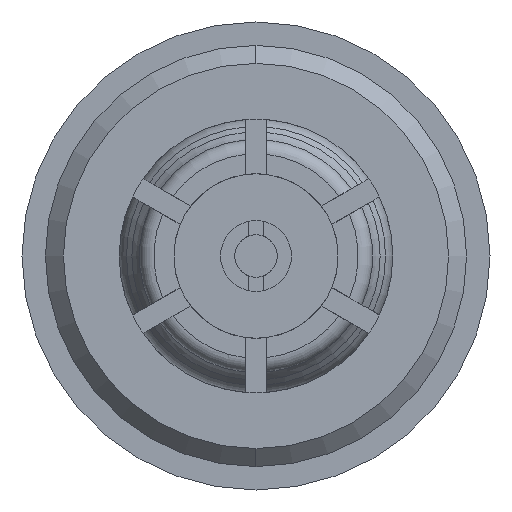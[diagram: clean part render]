
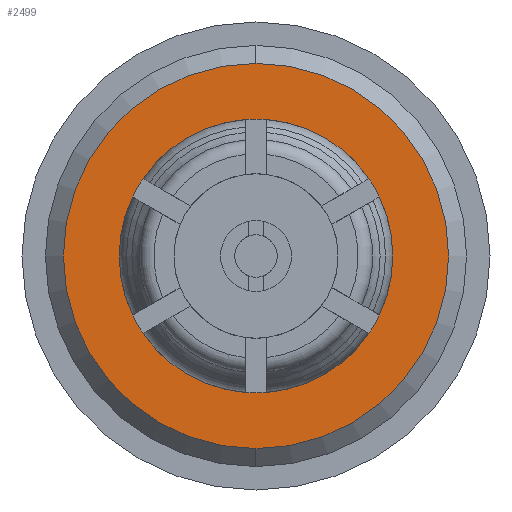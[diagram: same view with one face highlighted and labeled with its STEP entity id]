
A CAD part, left-side view. The second image highlights one B-rep face of the part: STEP entity #2499.
In plain terms, the highlighted planar face has unit normal (-1, 0, 0).
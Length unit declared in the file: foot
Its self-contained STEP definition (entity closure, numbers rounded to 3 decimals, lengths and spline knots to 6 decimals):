
#328 = PLANE ( 'NONE',  #1483 ) ;
#734 = CARTESIAN_POINT ( 'NONE',  ( -0.025682, 0., 0. ) ) ;
#1483 = AXIS2_PLACEMENT_3D ( 'NONE', #2708, #5607, #6318 ) ;
#1504 = CIRCLE ( 'NONE', #4084, 0.004458 ) ;
#1514 = DIRECTION ( 'NONE',  ( 1., 0., 0. ) ) ;
#1949 = CIRCLE ( 'NONE', #4828, 0.003167 ) ;
#2253 = VERTEX_POINT ( 'NONE', #7519 ) ;
#2499 = ADVANCED_FACE ( 'NONE', ( #3262, #5715 ), #328, .T. ) ;
#2504 = CARTESIAN_POINT ( 'NONE',  ( -0.025682, 0., -0.003167 ) ) ;
#2505 = VERTEX_POINT ( 'NONE', #2504 ) ;
#2627 = CIRCLE ( 'NONE', #3267, 0.004458 ) ;
#2685 = EDGE_LOOP ( 'NONE', ( #3563, #5165 ) ) ;
#2708 = CARTESIAN_POINT ( 'NONE',  ( -0.025682, -0.004458, 0. ) ) ;
#2883 = CARTESIAN_POINT ( 'NONE',  ( -0.025682, 0., 0.003167 ) ) ;
#2958 = AXIS2_PLACEMENT_3D ( 'NONE', #4412, #4455, #6653 ) ;
#3262 = FACE_OUTER_BOUND ( 'NONE', #9887, .T. ) ;
#3267 = AXIS2_PLACEMENT_3D ( 'NONE', #734, #5142, #5870 ) ;
#3542 = CARTESIAN_POINT ( 'NONE',  ( -0.025682, 0., 0.004458 ) ) ;
#3563 = ORIENTED_EDGE ( 'NONE', *, *, #8980, .T. ) ;
#3812 = ORIENTED_EDGE ( 'NONE', *, *, #4160, .F. ) ;
#3854 = ORIENTED_EDGE ( 'NONE', *, *, #6773, .F. ) ;
#4084 = AXIS2_PLACEMENT_3D ( 'NONE', #5467, #6229, #7842 ) ;
#4160 = EDGE_CURVE ( 'NONE', #2253, #7413, #1504, .T. ) ;
#4412 = CARTESIAN_POINT ( 'NONE',  ( -0.025682, 0., 0. ) ) ;
#4455 = DIRECTION ( 'NONE',  ( 1., 0., 0. ) ) ;
#4770 = VERTEX_POINT ( 'NONE', #2883 ) ;
#4828 = AXIS2_PLACEMENT_3D ( 'NONE', #6077, #1514, #9929 ) ;
#5142 = DIRECTION ( 'NONE',  ( 1., 0., 0. ) ) ;
#5165 = ORIENTED_EDGE ( 'NONE', *, *, #7930, .T. ) ;
#5467 = CARTESIAN_POINT ( 'NONE',  ( -0.025682, 0., 0. ) ) ;
#5607 = DIRECTION ( 'NONE',  ( -1., 0., 0. ) ) ;
#5715 = FACE_BOUND ( 'NONE', #2685, .T. ) ;
#5870 = DIRECTION ( 'NONE',  ( 0., 0., -1. ) ) ;
#6077 = CARTESIAN_POINT ( 'NONE',  ( -0.025682, 0., 0. ) ) ;
#6229 = DIRECTION ( 'NONE',  ( 1., 0., 0. ) ) ;
#6318 = DIRECTION ( 'NONE',  ( 0., 0., 1. ) ) ;
#6653 = DIRECTION ( 'NONE',  ( 0., 0., -1. ) ) ;
#6773 = EDGE_CURVE ( 'NONE', #7413, #2253, #2627, .T. ) ;
#7116 = CIRCLE ( 'NONE', #2958, 0.003167 ) ;
#7413 = VERTEX_POINT ( 'NONE', #3542 ) ;
#7519 = CARTESIAN_POINT ( 'NONE',  ( -0.025682, 0., -0.004458 ) ) ;
#7842 = DIRECTION ( 'NONE',  ( 0., 0., -1. ) ) ;
#7930 = EDGE_CURVE ( 'NONE', #4770, #2505, #7116, .T. ) ;
#8980 = EDGE_CURVE ( 'NONE', #2505, #4770, #1949, .T. ) ;
#9887 = EDGE_LOOP ( 'NONE', ( #3812, #3854 ) ) ;
#9929 = DIRECTION ( 'NONE',  ( 0., 0., -1. ) ) ;
